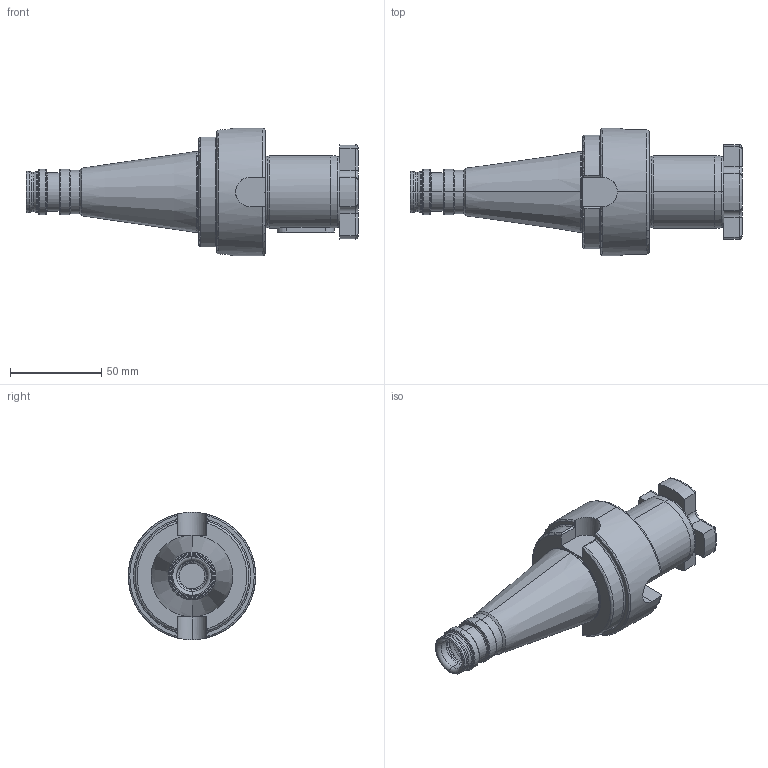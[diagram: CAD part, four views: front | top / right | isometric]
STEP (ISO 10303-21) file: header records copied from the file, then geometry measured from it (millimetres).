
FILE_DESCRIPTION (( 'STEP AP203' ), '1' );
FILE_NAME ('401.10.40.STEP', '2016-11-26T05:23:05', ( '' ), ( '' ), 'SwSTEP 2.0', 'SolidWorks 2012', '' );
FILE_SCHEMA (( 'CONFIG_CONTROL_DESIGN' ));
Length unit declared in the file: millimetre
Products named in the file (4): SC40用鍵_10x8x32L; 十字螺絲FMB40; 401.10.40
Assembly tree (3 placements, depth 2):
  401.10.40
    401.10.40
    十字螺絲FMB40
    SC40用鍵_10x8x32L
Bounding box: 182.4 x 70 x 70 mm (x, y, z)
Volume: 237297.4 mm3; surface area: 49341.7 mm2
Topology: 3 solids, 3 shells, 307 faces, 774 edges, 478 vertices
Faces by surface type: cylinder 150, torus 52, plane 50, cone 38, bspline 17
Entity records: 18800 total; most frequent: CARTESIAN_POINT 11637, ORIENTED_EDGE 1548, DIRECTION 1327, EDGE_CURVE 774, AXIS2_PLACEMENT_3D 524, VERTEX_POINT 478, EDGE_LOOP 316, FACE_OUTER_BOUND 307
